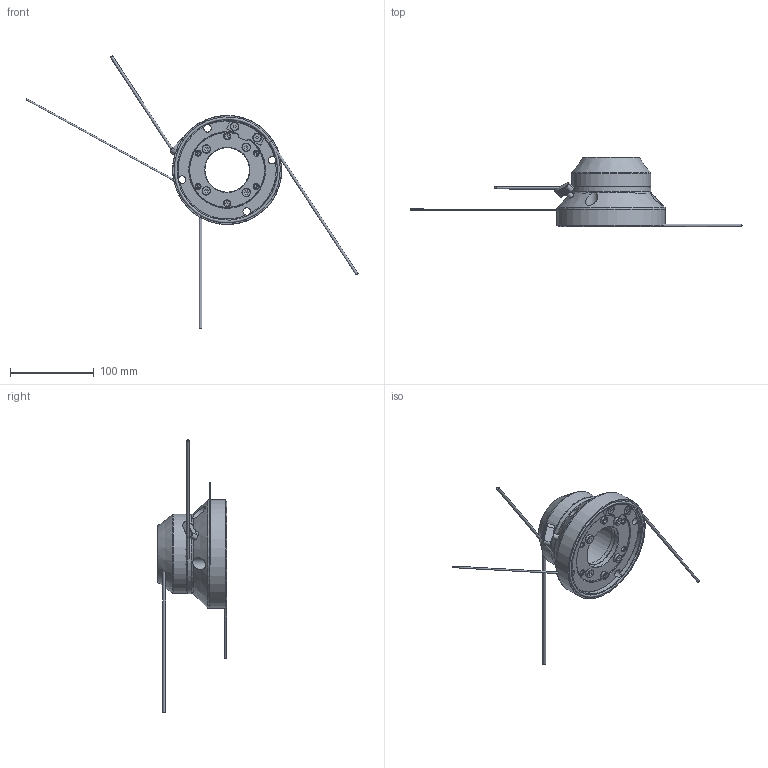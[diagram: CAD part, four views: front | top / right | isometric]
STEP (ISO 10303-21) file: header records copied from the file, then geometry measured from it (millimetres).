
FILE_DESCRIPTION (( 'STEP AP214' ), '1' );
FILE_NAME ('57026601.STEP', '2022-04-04T10:23:11', ( '' ), ( '' ), 'SwSTEP 2.0', 'SolidWorks 2020', '' );
FILE_SCHEMA (( 'AUTOMOTIVE_DESIGN' ));
Length unit declared in the file: millimetre
Products named in the file (17): 82386; 84135; 82164; 57026601; 82387; 93663; 93660; 84140; 84138; 84137; 93659; 93090; 84147; 94910_Einbau; 93658; 93657; 84139
Assembly tree (24 placements, depth 2):
  57026601
    84135
    84140
    84137  x2
    84138
    84139
    93658  x3
    93660  x4
    93090  x2
    93657  x2
    93663
    93659
    84147
    94910_Einbau
    82386
    82387
    82164
Bounding box: 395.28 x 82.5 x 324.24 mm (x, y, z)
Volume: 439057.7 mm3; surface area: 142891.4 mm2
Topology: 28 solids, 29 shells, 455 faces, 987 edges, 596 vertices
Faces by surface type: plane 215, cylinder 100, cone 85, torus 43, bspline 12
Full cylindrical faces by diameter (mm): 1.8 x1, 2 x1, 3 x2, 3.5 x1, 4 x1, 4.2 x2, 5 x8, 5.2 x7, 5.5 x3, 6 x8, 6.4 x4, 6.8 x1, 8 x1, 8.5 x5, 9 x4, 9.4 x2, 10 x7, 14.3 x4, 53 x2, 60.8 x2, 66.5 x1, 80.5 x2, 81.5 x3, 84.9 x1, 85.7 x1, 90 x1, 90.95 x2, 91 x1, 94.5 x2, 120 x1
Entity records: 9952 total; most frequent: CARTESIAN_POINT 2523, DIRECTION 1390, ORIENTED_EDGE 1040, AXIS2_PLACEMENT_3D 595, EDGE_LOOP 532, EDGE_CURVE 520, FACE_OUTER_BOUND 413, VERTEX_POINT 388
